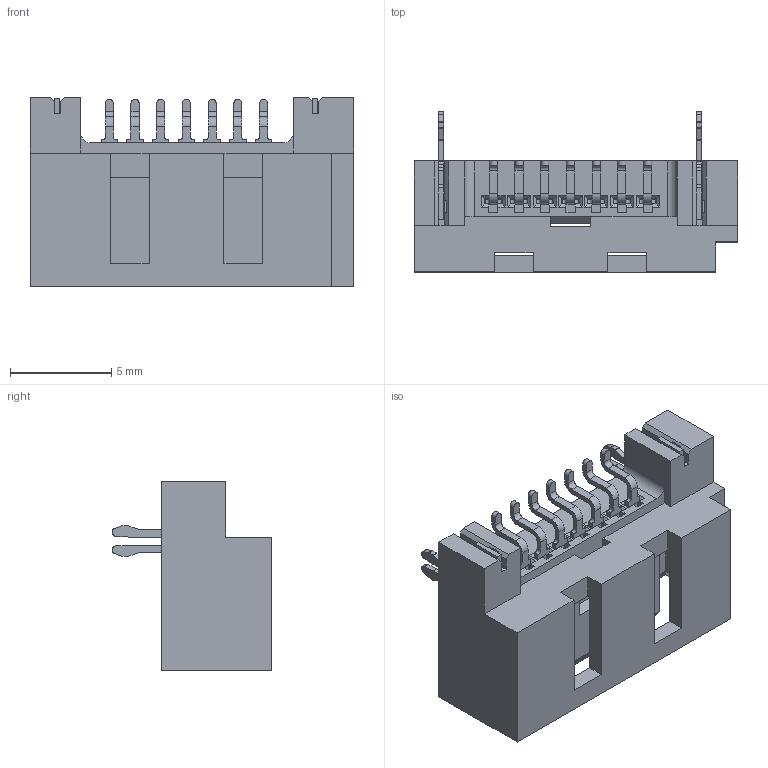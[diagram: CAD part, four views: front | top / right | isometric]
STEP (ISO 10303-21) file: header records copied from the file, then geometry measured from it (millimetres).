
FILE_DESCRIPTION((''),'2;1');
FILE_NAME('10035692-011','2019-09-13T',('KumarP'),('AFCI'),'CREO PARAMETRIC BY PTC INC, 2016130','CREO PARAMETRIC BY PTC INC, 2016130','');
FILE_SCHEMA(('CONFIG_CONTROL_DESIGN'));
Length unit declared in the file: millimetre
Products named in the file (1): 10035692-011
Bounding box: 16 x 7.9 x 9.35 mm (x, y, z)
Volume: 328.5 mm3; surface area: 916.6 mm2
Topology: 1 solids, 1 shells, 710 faces, 2056 edges, 1336 vertices
Faces by surface type: plane 484, cylinder 226
Entity records: 23277 total; most frequent: CARTESIAN_POINT 4165, ORIENTED_EDGE 4112, DIRECTION 3910, EDGE_CURVE 2056, VECTOR 1570, LINE 1570, VERTEX_POINT 1336, AXIS2_PLACEMENT_3D 1170
